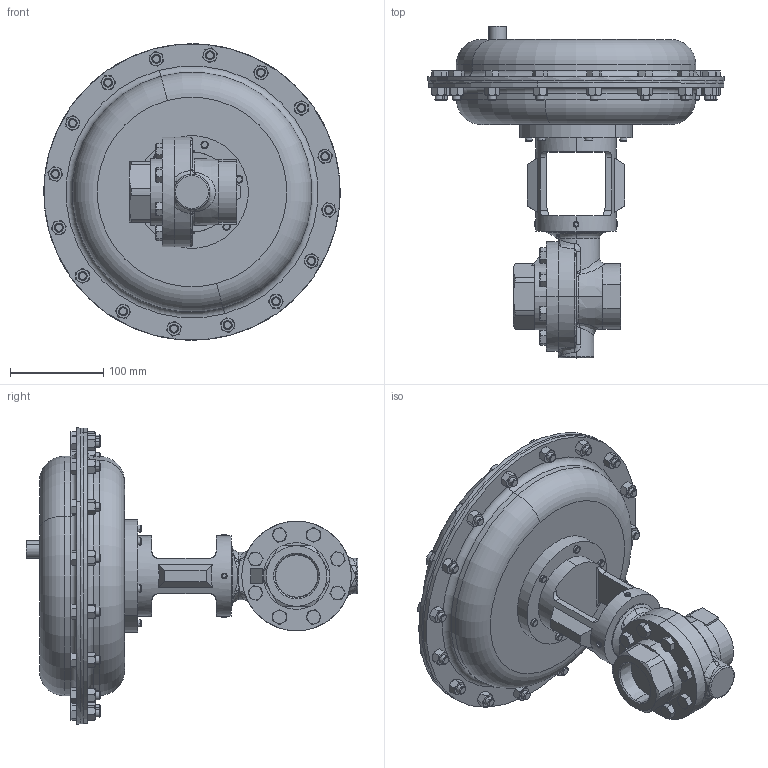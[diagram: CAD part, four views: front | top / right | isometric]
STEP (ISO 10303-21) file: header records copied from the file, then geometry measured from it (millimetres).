
FILE_DESCRIPTION (( 'STEP AP203' ), '1' );
FILE_NAME ('70-150-DI+BR-PT-55M.STEP', '2017-08-31T17:05:04', ( '' ), ( '' ), 'SwSTEP 2.0', 'SolidWorks 2014', '' );
FILE_SCHEMA (( 'CONFIG_CONTROL_DESIGN' ));
Length unit declared in the file: inch
Products named in the file (1): 70-150-DI+BR-PT-55M
Bounding box: 317.5 x 355.47 x 317.5 mm (x, y, z)
Volume: 5964760.1 mm3; surface area: 322344.2 mm2
Topology: 1 solids, 1 shells, 968 faces, 2206 edges, 1311 vertices
Faces by surface type: cone 414, plane 394, cylinder 114, bspline 27, torus 19
Entity records: 31675 total; most frequent: CARTESIAN_POINT 11279, ORIENTED_EDGE 4400, DIRECTION 3920, EDGE_CURVE 2200, AXIS2_PLACEMENT_3D 1605, VERTEX_POINT 1311, EDGE_LOOP 1047, ADVANCED_FACE 968
